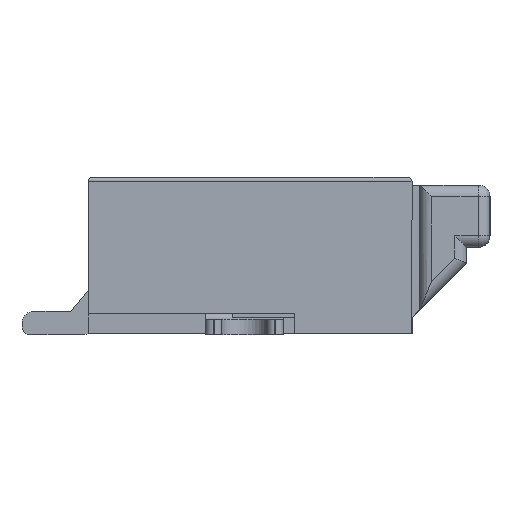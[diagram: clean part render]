
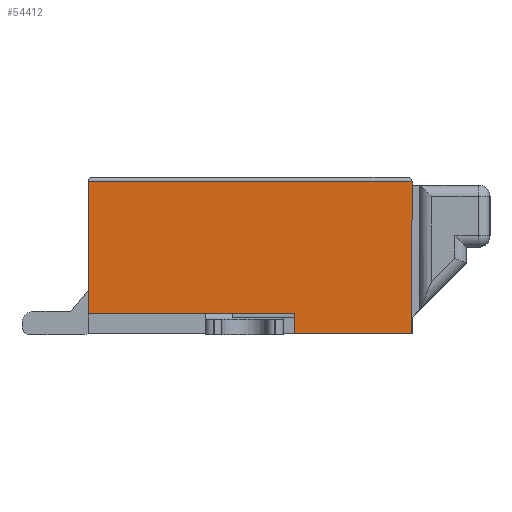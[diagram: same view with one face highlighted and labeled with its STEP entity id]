
A CAD part, left-side view. The second image highlights one B-rep face of the part: STEP entity #54412.
In plain terms, the highlighted planar face has unit normal (-1, 0, 0).
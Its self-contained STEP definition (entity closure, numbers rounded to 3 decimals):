
#656 = EDGE_CURVE ( 'NONE', #33760, #14985, #21410, .T. ) ;
#1808 = AXIS2_PLACEMENT_3D ( 'NONE', #18888, #8937, #35460 ) ;
#3041 = CARTESIAN_POINT ( 'NONE',  ( -10.2, -1., -0.75 ) ) ;
#5281 = LINE ( 'NONE', #16322, #46849 ) ;
#6481 = VECTOR ( 'NONE', #36007, 1000. ) ;
#7690 = EDGE_LOOP ( 'NONE', ( #28196, #18798, #14336, #69927, #61531, #18492 ) ) ;
#7867 = PLANE ( 'NONE',  #1808 ) ;
#8937 = DIRECTION ( 'NONE',  ( -1., 0., 0. ) ) ;
#10371 = DIRECTION ( 'NONE',  ( 0., 0., -1. ) ) ;
#12146 = CARTESIAN_POINT ( 'NONE',  ( -10.2, -1., -1. ) ) ;
#13481 = EDGE_CURVE ( 'NONE', #16154, #26748, #62109, .T. ) ;
#13841 = LINE ( 'NONE', #29318, #19663 ) ;
#14336 = ORIENTED_EDGE ( 'NONE', *, *, #656, .T. ) ;
#14451 = VERTEX_POINT ( 'NONE', #23575 ) ;
#14985 = VERTEX_POINT ( 'NONE', #37610 ) ;
#16154 = VERTEX_POINT ( 'NONE', #12146 ) ;
#16206 = EDGE_CURVE ( 'NONE', #14451, #33760, #37448, .T. ) ;
#16322 = CARTESIAN_POINT ( 'NONE',  ( -10.2, -1., -0.75 ) ) ;
#18492 = ORIENTED_EDGE ( 'NONE', *, *, #37293, .T. ) ;
#18798 = ORIENTED_EDGE ( 'NONE', *, *, #16206, .T. ) ;
#18888 = CARTESIAN_POINT ( 'NONE',  ( -10.2, 0., 0. ) ) ;
#19663 = VECTOR ( 'NONE', #57641, 1000. ) ;
#21410 = LINE ( 'NONE', #22487, #33139 ) ;
#21755 = EDGE_CURVE ( 'NONE', #41824, #14451, #42793, .T. ) ;
#22487 = CARTESIAN_POINT ( 'NONE',  ( -10.2, 1.65, 1. ) ) ;
#23084 = CARTESIAN_POINT ( 'NONE',  ( -10.2, -1., -1. ) ) ;
#23575 = CARTESIAN_POINT ( 'NONE',  ( -10.2, -2.5, 0.95 ) ) ;
#26748 = VERTEX_POINT ( 'NONE', #3041 ) ;
#28196 = ORIENTED_EDGE ( 'NONE', *, *, #21755, .T. ) ;
#29318 = CARTESIAN_POINT ( 'NONE',  ( -10.2, 1.65, -1. ) ) ;
#30164 = CARTESIAN_POINT ( 'NONE',  ( -10.2, 1.65, 0.95 ) ) ;
#31508 = CARTESIAN_POINT ( 'NONE',  ( -10.2, 1.65, 0.95 ) ) ;
#33139 = VECTOR ( 'NONE', #10371, 1000. ) ;
#33760 = VERTEX_POINT ( 'NONE', #31508 ) ;
#35460 = DIRECTION ( 'NONE',  ( 0., 0., 1. ) ) ;
#35829 = FACE_OUTER_BOUND ( 'NONE', #7690, .T. ) ;
#36007 = DIRECTION ( 'NONE',  ( 0., 1., 0. ) ) ;
#36553 = DIRECTION ( 'NONE',  ( 0., 0., 1. ) ) ;
#37293 = EDGE_CURVE ( 'NONE', #16154, #41824, #13841, .T. ) ;
#37448 = LINE ( 'NONE', #30164, #6481 ) ;
#37610 = CARTESIAN_POINT ( 'NONE',  ( -10.2, 1.65, -0.75 ) ) ;
#39666 = CARTESIAN_POINT ( 'NONE',  ( -10.2, -2.5, -1. ) ) ;
#41824 = VERTEX_POINT ( 'NONE', #39666 ) ;
#42793 = LINE ( 'NONE', #65249, #65186 ) ;
#46849 = VECTOR ( 'NONE', #71901, 1000. ) ;
#54412 = ADVANCED_FACE ( 'NONE', ( #35829 ), #7867, .T. ) ;
#57641 = DIRECTION ( 'NONE',  ( 0., -1., 0. ) ) ;
#59199 = EDGE_CURVE ( 'NONE', #26748, #14985, #5281, .T. ) ;
#61531 = ORIENTED_EDGE ( 'NONE', *, *, #13481, .F. ) ;
#61758 = DIRECTION ( 'NONE',  ( 0., 0., 1. ) ) ;
#62109 = LINE ( 'NONE', #23084, #71215 ) ;
#65186 = VECTOR ( 'NONE', #36553, 1000. ) ;
#65249 = CARTESIAN_POINT ( 'NONE',  ( -10.2, -2.5, -1. ) ) ;
#69927 = ORIENTED_EDGE ( 'NONE', *, *, #59199, .F. ) ;
#71215 = VECTOR ( 'NONE', #61758, 1000. ) ;
#71901 = DIRECTION ( 'NONE',  ( 0., 1., 0. ) ) ;
